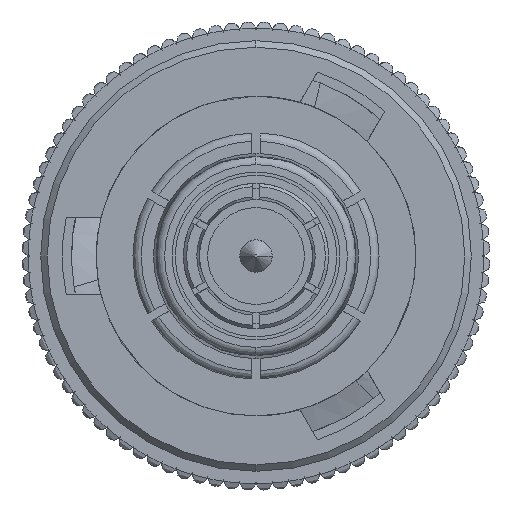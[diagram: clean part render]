
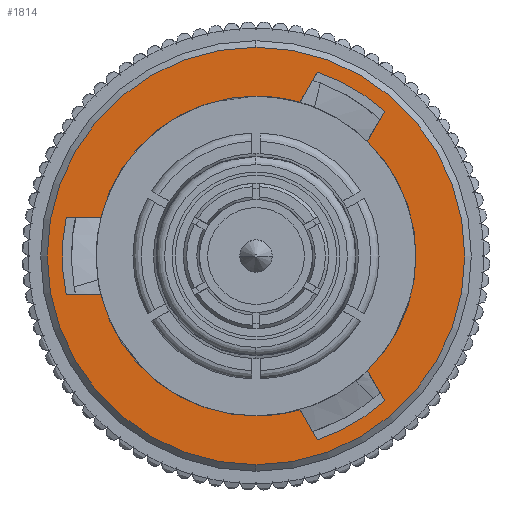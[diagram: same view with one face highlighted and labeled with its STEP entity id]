
A CAD part, left-side view. The second image highlights one B-rep face of the part: STEP entity #1814.
In plain terms, the highlighted face is planar.
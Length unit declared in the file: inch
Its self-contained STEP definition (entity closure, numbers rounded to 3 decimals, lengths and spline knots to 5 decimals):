
#326 = ORIENTED_EDGE ( 'NONE', *, *, #9616, .T. ) ;
#332 = CARTESIAN_POINT ( 'NONE',  ( 0., 0., 0. ) ) ;
#379 = VERTEX_POINT ( 'NONE', #26055 ) ;
#405 = AXIS2_PLACEMENT_3D ( 'NONE', #32189, #21263, #35267 ) ;
#488 = DIRECTION ( 'NONE',  ( 1., 0., 0. ) ) ;
#684 = ORIENTED_EDGE ( 'NONE', *, *, #32808, .F. ) ;
#907 = CARTESIAN_POINT ( 'NONE',  ( 0., -0.07456, -0.22414 ) ) ;
#1631 = DIRECTION ( 'NONE',  ( 0., -0.5, 0.866 ) ) ;
#1814 = ADVANCED_FACE ( 'NONE', ( #6231, #19874 ), #11687, .F. ) ;
#1836 = AXIS2_PLACEMENT_3D ( 'NONE', #19409, #27439, #2523 ) ;
#2227 = DIRECTION ( 'NONE',  ( 0., -0.5, -0.866 ) ) ;
#2523 = DIRECTION ( 'NONE',  ( 0., 0., 1. ) ) ;
#2954 = EDGE_CURVE ( 'NONE', #27693, #15967, #5615, .T. ) ;
#3771 = DIRECTION ( 'NONE',  ( 0., 0., 1. ) ) ;
#3957 = VERTEX_POINT ( 'NONE', #15750 ) ;
#4168 = CARTESIAN_POINT ( 'NONE',  ( 0., 0.2314, 0.0475 ) ) ;
#4410 = VERTEX_POINT ( 'NONE', #27674 ) ;
#4626 = EDGE_CURVE ( 'NONE', #7368, #32856, #13703, .T. ) ;
#4639 = DIRECTION ( 'NONE',  ( -1., 0., 0. ) ) ;
#4779 = CIRCLE ( 'NONE', #34409, 0.195 ) ;
#5130 = CARTESIAN_POINT ( 'NONE',  ( 0., 0., 0.2545 ) ) ;
#5529 = EDGE_CURVE ( 'NONE', #29413, #19676, #7930, .T. ) ;
#5615 = CIRCLE ( 'NONE', #22464, 0.195 ) ;
#5767 = ORIENTED_EDGE ( 'NONE', *, *, #27800, .F. ) ;
#6231 = FACE_OUTER_BOUND ( 'NONE', #22761, .T. ) ;
#6339 = ORIENTED_EDGE ( 'NONE', *, *, #8026, .T. ) ;
#6651 = VECTOR ( 'NONE', #32681, 39.37008 ) ;
#6921 = CARTESIAN_POINT ( 'NONE',  ( 0., 0., 0. ) ) ;
#7192 = CARTESIAN_POINT ( 'NONE',  ( 0., 0., 0. ) ) ;
#7227 = CARTESIAN_POINT ( 'NONE',  ( 0., -0.1357, 0.14004 ) ) ;
#7368 = VERTEX_POINT ( 'NONE', #35826 ) ;
#7930 = CIRCLE ( 'NONE', #32913, 0.23622 ) ;
#7971 = CARTESIAN_POINT ( 'NONE',  ( 0., 0.195, 0. ) ) ;
#8026 = EDGE_CURVE ( 'NONE', #4410, #27693, #10505, .T. ) ;
#8468 = CARTESIAN_POINT ( 'NONE',  ( 0., 0., 0. ) ) ;
#8654 = DIRECTION ( 'NONE',  ( 0., 1., 0. ) ) ;
#8837 = EDGE_CURVE ( 'NONE', #35847, #29413, #32001, .T. ) ;
#9026 = DIRECTION ( 'NONE',  ( 0., 0., 1. ) ) ;
#9216 = ORIENTED_EDGE ( 'NONE', *, *, #26316, .F. ) ;
#9616 = EDGE_CURVE ( 'NONE', #3957, #21689, #4779, .T. ) ;
#10505 = CIRCLE ( 'NONE', #32017, 0.195 ) ;
#10714 = AXIS2_PLACEMENT_3D ( 'NONE', #7192, #4639, #21359 ) ;
#10872 = DIRECTION ( 'NONE',  ( 0., 0., 1. ) ) ;
#11621 = CARTESIAN_POINT ( 'NONE',  ( 0., 0., 0.195 ) ) ;
#11687 = PLANE ( 'NONE',  #12539 ) ;
#11792 = CARTESIAN_POINT ( 'NONE',  ( 0., -0.05343, -0.18754 ) ) ;
#12362 = VECTOR ( 'NONE', #8654, 39.37008 ) ;
#12492 = EDGE_CURVE ( 'NONE', #19676, #21689, #27582, .T. ) ;
#12539 = AXIS2_PLACEMENT_3D ( 'NONE', #7971, #29822, #10872 ) ;
#12686 = LINE ( 'NONE', #4168, #25904 ) ;
#13568 = EDGE_CURVE ( 'NONE', #25382, #15967, #29950, .T. ) ;
#13703 = CIRCLE ( 'NONE', #405, 0.2545 ) ;
#13925 = EDGE_CURVE ( 'NONE', #35847, #17001, #24071, .T. ) ;
#14261 = CARTESIAN_POINT ( 'NONE',  ( 0., -0.15683, 0.17664 ) ) ;
#14663 = ORIENTED_EDGE ( 'NONE', *, *, #24611, .F. ) ;
#14825 = CARTESIAN_POINT ( 'NONE',  ( 0., 0., 0. ) ) ;
#15092 = ORIENTED_EDGE ( 'NONE', *, *, #8837, .F. ) ;
#15649 = ORIENTED_EDGE ( 'NONE', *, *, #5529, .F. ) ;
#15750 = CARTESIAN_POINT ( 'NONE',  ( 0., -0.1357, -0.14004 ) ) ;
#15967 = VERTEX_POINT ( 'NONE', #11792 ) ;
#16012 = DIRECTION ( 'NONE',  ( 0., 0., 1. ) ) ;
#16284 = CARTESIAN_POINT ( 'NONE',  ( 0., -0.15683, 0.17664 ) ) ;
#16298 = EDGE_CURVE ( 'NONE', #31819, #26832, #22713, .T. ) ;
#16856 = DIRECTION ( 'NONE',  ( -1., 0., 0. ) ) ;
#17001 = VERTEX_POINT ( 'NONE', #11621 ) ;
#17505 = CIRCLE ( 'NONE', #1836, 0.23622 ) ;
#17641 = CIRCLE ( 'NONE', #31580, 0.2545 ) ;
#18004 = DIRECTION ( 'NONE',  ( -1., 0., 0. ) ) ;
#18751 = CARTESIAN_POINT ( 'NONE',  ( 0., 0., 0. ) ) ;
#18772 = LINE ( 'NONE', #24061, #20153 ) ;
#19091 = DIRECTION ( 'NONE',  ( -1., 0., 0. ) ) ;
#19288 = ORIENTED_EDGE ( 'NONE', *, *, #2954, .T. ) ;
#19409 = CARTESIAN_POINT ( 'NONE',  ( 0., 0., 0. ) ) ;
#19676 = VERTEX_POINT ( 'NONE', #14261 ) ;
#19874 = FACE_BOUND ( 'NONE', #25819, .T. ) ;
#20153 = VECTOR ( 'NONE', #2227, 39.37008 ) ;
#20269 = LINE ( 'NONE', #28301, #12362 ) ;
#20279 = CARTESIAN_POINT ( 'NONE',  ( 0., 0., 0. ) ) ;
#20654 = ORIENTED_EDGE ( 'NONE', *, *, #34499, .T. ) ;
#20967 = AXIS2_PLACEMENT_3D ( 'NONE', #14825, #22849, #9026 ) ;
#21263 = DIRECTION ( 'NONE',  ( -1., 0., 0. ) ) ;
#21359 = DIRECTION ( 'NONE',  ( 0., 0., 1. ) ) ;
#21661 = VERTEX_POINT ( 'NONE', #29774 ) ;
#21689 = VERTEX_POINT ( 'NONE', #7227 ) ;
#21914 = ORIENTED_EDGE ( 'NONE', *, *, #12492, .F. ) ;
#22019 = CARTESIAN_POINT ( 'NONE',  ( 0., 0., 0. ) ) ;
#22043 = VECTOR ( 'NONE', #24490, 39.37008 ) ;
#22464 = AXIS2_PLACEMENT_3D ( 'NONE', #18751, #29856, #16012 ) ;
#22520 = ORIENTED_EDGE ( 'NONE', *, *, #4626, .F. ) ;
#22678 = ORIENTED_EDGE ( 'NONE', *, *, #16298, .F. ) ;
#22713 = CIRCLE ( 'NONE', #20967, 0.23622 ) ;
#22761 = EDGE_LOOP ( 'NONE', ( #22812, #22520 ) ) ;
#22812 = ORIENTED_EDGE ( 'NONE', *, *, #28927, .F. ) ;
#22849 = DIRECTION ( 'NONE',  ( 1., 0., 0. ) ) ;
#23649 = DIRECTION ( 'NONE',  ( 0., 0., 1. ) ) ;
#23787 = DIRECTION ( 'NONE',  ( 0., -1., 0. ) ) ;
#23810 = CARTESIAN_POINT ( 'NONE',  ( 0., -0.07456, 0.22414 ) ) ;
#23925 = ORIENTED_EDGE ( 'NONE', *, *, #13925, .T. ) ;
#24061 = CARTESIAN_POINT ( 'NONE',  ( 0., -0.15683, -0.17664 ) ) ;
#24071 = CIRCLE ( 'NONE', #10714, 0.195 ) ;
#24490 = DIRECTION ( 'NONE',  ( 0., 0.5, -0.866 ) ) ;
#24496 = CARTESIAN_POINT ( 'NONE',  ( 0., -0.07456, 0.22414 ) ) ;
#24611 = EDGE_CURVE ( 'NONE', #26832, #21661, #12686, .T. ) ;
#25382 = VERTEX_POINT ( 'NONE', #907 ) ;
#25819 = EDGE_LOOP ( 'NONE', ( #6339, #19288, #27022, #9216, #684, #326, #21914, #15649, #15092, #23925, #20654, #14663, #22678, #5767 ) ) ;
#25904 = VECTOR ( 'NONE', #23787, 39.37008 ) ;
#26055 = CARTESIAN_POINT ( 'NONE',  ( 0., -0.15683, -0.17664 ) ) ;
#26316 = EDGE_CURVE ( 'NONE', #379, #25382, #17505, .T. ) ;
#26832 = VERTEX_POINT ( 'NONE', #31366 ) ;
#27022 = ORIENTED_EDGE ( 'NONE', *, *, #13568, .F. ) ;
#27439 = DIRECTION ( 'NONE',  ( 1., 0., 0. ) ) ;
#27582 = LINE ( 'NONE', #16284, #22043 ) ;
#27674 = CARTESIAN_POINT ( 'NONE',  ( 0., 0.18913, -0.0475 ) ) ;
#27693 = VERTEX_POINT ( 'NONE', #32841 ) ;
#27800 = EDGE_CURVE ( 'NONE', #4410, #31819, #20269, .T. ) ;
#28301 = CARTESIAN_POINT ( 'NONE',  ( 0., 0.2314, -0.0475 ) ) ;
#28472 = DIRECTION ( 'NONE',  ( 0., 0., 1. ) ) ;
#28927 = EDGE_CURVE ( 'NONE', #32856, #7368, #17641, .T. ) ;
#28987 = AXIS2_PLACEMENT_3D ( 'NONE', #22019, #19091, #30018 ) ;
#29413 = VERTEX_POINT ( 'NONE', #24496 ) ;
#29774 = CARTESIAN_POINT ( 'NONE',  ( 0., 0.18913, 0.0475 ) ) ;
#29822 = DIRECTION ( 'NONE',  ( -1., 0., 0. ) ) ;
#29856 = DIRECTION ( 'NONE',  ( -1., 0., 0. ) ) ;
#29950 = LINE ( 'NONE', #32320, #6651 ) ;
#30018 = DIRECTION ( 'NONE',  ( 0., 0., 1. ) ) ;
#31366 = CARTESIAN_POINT ( 'NONE',  ( 0., 0.2314, 0.0475 ) ) ;
#31368 = DIRECTION ( 'NONE',  ( -1., 0., 0. ) ) ;
#31383 = DIRECTION ( 'NONE',  ( 0., 0., 1. ) ) ;
#31580 = AXIS2_PLACEMENT_3D ( 'NONE', #6921, #18004, #23649 ) ;
#31819 = VERTEX_POINT ( 'NONE', #35070 ) ;
#32001 = LINE ( 'NONE', #23810, #32068 ) ;
#32017 = AXIS2_PLACEMENT_3D ( 'NONE', #332, #16856, #3771 ) ;
#32068 = VECTOR ( 'NONE', #1631, 39.37008 ) ;
#32189 = CARTESIAN_POINT ( 'NONE',  ( 0., 0., 0. ) ) ;
#32320 = CARTESIAN_POINT ( 'NONE',  ( 0., -0.07456, -0.22414 ) ) ;
#32681 = DIRECTION ( 'NONE',  ( 0., 0.5, 0.866 ) ) ;
#32808 = EDGE_CURVE ( 'NONE', #3957, #379, #18772, .T. ) ;
#32841 = CARTESIAN_POINT ( 'NONE',  ( 0., 0., -0.195 ) ) ;
#32856 = VERTEX_POINT ( 'NONE', #5130 ) ;
#32913 = AXIS2_PLACEMENT_3D ( 'NONE', #20279, #488, #31383 ) ;
#33706 = CARTESIAN_POINT ( 'NONE',  ( 0., -0.05343, 0.18754 ) ) ;
#34409 = AXIS2_PLACEMENT_3D ( 'NONE', #8468, #31368, #28472 ) ;
#34499 = EDGE_CURVE ( 'NONE', #17001, #21661, #35950, .T. ) ;
#35070 = CARTESIAN_POINT ( 'NONE',  ( 0., 0.2314, -0.0475 ) ) ;
#35267 = DIRECTION ( 'NONE',  ( 0., 0., 1. ) ) ;
#35826 = CARTESIAN_POINT ( 'NONE',  ( 0., 0., -0.2545 ) ) ;
#35847 = VERTEX_POINT ( 'NONE', #33706 ) ;
#35950 = CIRCLE ( 'NONE', #28987, 0.195 ) ;
